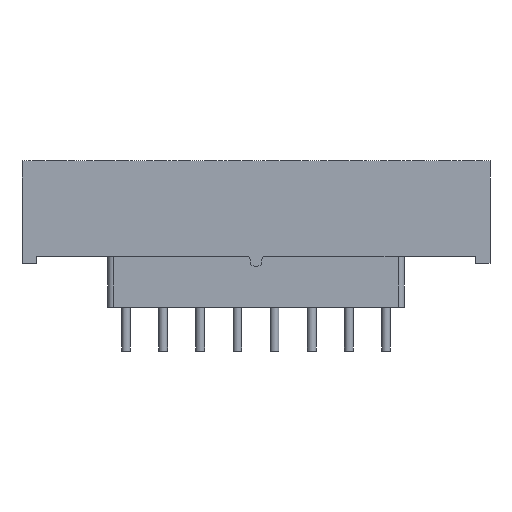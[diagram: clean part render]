
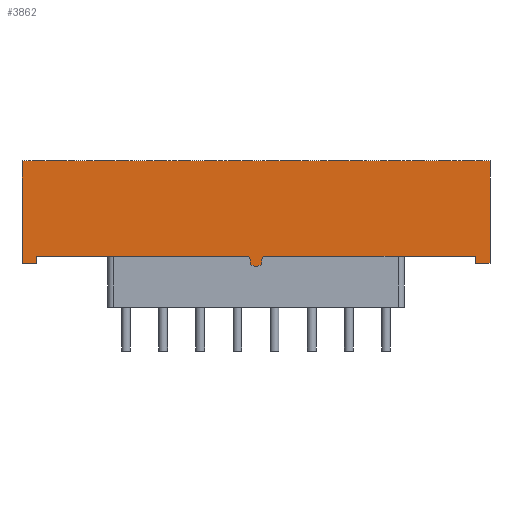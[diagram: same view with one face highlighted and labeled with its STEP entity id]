
A CAD part, front view. The second image highlights one B-rep face of the part: STEP entity #3862.
In plain terms, the highlighted planar face has unit normal (0, -1, 0).
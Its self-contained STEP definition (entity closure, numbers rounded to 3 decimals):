
#202=PLANE('',#4189);
#340=FACE_OUTER_BOUND('',#631,.T.);
#631=EDGE_LOOP('',(#2707,#2708,#2709,#2710,#2711,#2712,#2713,#2714,#2715,
#2716,#2717,#2718,#2719,#2720));
#972=LINE('',#6362,#1156);
#983=LINE('',#6388,#1167);
#985=LINE('',#6393,#1169);
#987=LINE('',#6397,#1171);
#1001=LINE('',#6424,#1185);
#1004=LINE('',#6430,#1188);
#1018=LINE('',#6458,#1202);
#1019=LINE('',#6460,#1203);
#1020=LINE('',#6462,#1204);
#1021=LINE('',#6464,#1205);
#1022=LINE('',#6465,#1206);
#1156=VECTOR('',#4846,10.);
#1167=VECTOR('',#4865,10.);
#1169=VECTOR('',#4869,10.);
#1171=VECTOR('',#4873,10.);
#1185=VECTOR('',#4895,10.);
#1188=VECTOR('',#4900,10.);
#1202=VECTOR('',#4926,10.);
#1203=VECTOR('',#4927,10.);
#1204=VECTOR('',#4928,10.);
#1205=VECTOR('',#4929,10.);
#1206=VECTOR('',#4930,10.);
#1338=CIRCLE('',#4170,0.25);
#1341=CIRCLE('',#4175,0.25);
#1342=CIRCLE('',#4190,0.5);
#1712=VERTEX_POINT('',#6352);
#1713=VERTEX_POINT('',#6353);
#1716=VERTEX_POINT('',#6361);
#1724=VERTEX_POINT('',#6378);
#1725=VERTEX_POINT('',#6380);
#1727=VERTEX_POINT('',#6386);
#1728=VERTEX_POINT('',#6390);
#1730=VERTEX_POINT('',#6396);
#1739=VERTEX_POINT('',#6422);
#1741=VERTEX_POINT('',#6427);
#1749=VERTEX_POINT('',#6457);
#1750=VERTEX_POINT('',#6459);
#1751=VERTEX_POINT('',#6461);
#1752=VERTEX_POINT('',#6463);
#2081=EDGE_CURVE('',#1712,#1713,#1338,.T.);
#2085=EDGE_CURVE('',#1716,#1713,#972,.T.);
#2094=EDGE_CURVE('',#1724,#1725,#1341,.T.);
#2098=EDGE_CURVE('',#1724,#1727,#983,.T.);
#2100=EDGE_CURVE('',#1727,#1728,#985,.T.);
#2102=EDGE_CURVE('',#1730,#1725,#987,.T.);
#2116=EDGE_CURVE('',#1712,#1739,#1001,.T.);
#2119=EDGE_CURVE('',#1741,#1716,#1004,.T.);
#2133=EDGE_CURVE('',#1749,#1728,#1018,.T.);
#2134=EDGE_CURVE('',#1749,#1750,#1019,.T.);
#2135=EDGE_CURVE('',#1751,#1750,#1020,.T.);
#2136=EDGE_CURVE('',#1752,#1751,#1021,.T.);
#2137=EDGE_CURVE('',#1741,#1752,#1022,.T.);
#2138=EDGE_CURVE('',#1739,#1730,#1342,.T.);
#2707=ORIENTED_EDGE('',*,*,#2102,.T.);
#2708=ORIENTED_EDGE('',*,*,#2094,.F.);
#2709=ORIENTED_EDGE('',*,*,#2098,.T.);
#2710=ORIENTED_EDGE('',*,*,#2100,.T.);
#2711=ORIENTED_EDGE('',*,*,#2133,.F.);
#2712=ORIENTED_EDGE('',*,*,#2134,.T.);
#2713=ORIENTED_EDGE('',*,*,#2135,.F.);
#2714=ORIENTED_EDGE('',*,*,#2136,.F.);
#2715=ORIENTED_EDGE('',*,*,#2137,.F.);
#2716=ORIENTED_EDGE('',*,*,#2119,.T.);
#2717=ORIENTED_EDGE('',*,*,#2085,.T.);
#2718=ORIENTED_EDGE('',*,*,#2081,.F.);
#2719=ORIENTED_EDGE('',*,*,#2116,.T.);
#2720=ORIENTED_EDGE('',*,*,#2138,.T.);
#3862=ADVANCED_FACE('',(#340),#202,.T.);
#4170=AXIS2_PLACEMENT_3D('',#6354,#4838,#4839);
#4175=AXIS2_PLACEMENT_3D('',#6381,#4858,#4859);
#4189=AXIS2_PLACEMENT_3D('',#6456,#4924,#4925);
#4190=AXIS2_PLACEMENT_3D('',#6466,#4931,#4932);
#4838=DIRECTION('center_axis',(0.,-1.,0.));
#4839=DIRECTION('ref_axis',(0.707,0.,0.707));
#4846=DIRECTION('',(1.,0.,0.));
#4858=DIRECTION('center_axis',(0.,-1.,0.));
#4859=DIRECTION('ref_axis',(-0.707,0.,0.707));
#4865=DIRECTION('',(1.,0.,0.));
#4869=DIRECTION('',(0.,0.,-1.));
#4873=DIRECTION('',(0.,0.,1.));
#4895=DIRECTION('',(0.,0.,-1.));
#4900=DIRECTION('',(0.,0.,1.));
#4924=DIRECTION('center_axis',(0.,-1.,0.));
#4925=DIRECTION('ref_axis',(1.,0.,0.));
#4926=DIRECTION('',(-1.,0.,0.));
#4927=DIRECTION('',(0.,0.,1.));
#4928=DIRECTION('',(1.,0.,0.));
#4929=DIRECTION('',(0.,0.,1.));
#4930=DIRECTION('',(-1.,0.,0.));
#4931=DIRECTION('center_axis',(0.,-1.,0.));
#4932=DIRECTION('ref_axis',(1.,0.,0.));
#6352=CARTESIAN_POINT('',(-0.4,-16.,3.25));
#6353=CARTESIAN_POINT('',(-0.65,-16.,3.5));
#6354=CARTESIAN_POINT('Origin',(-0.65,-16.,3.25));
#6361=CARTESIAN_POINT('',(-15.014,-16.,3.5));
#6362=CARTESIAN_POINT('',(-12.1,-16.,3.5));
#6378=CARTESIAN_POINT('',(0.65,-16.,3.5));
#6380=CARTESIAN_POINT('',(0.4,-16.,3.25));
#6381=CARTESIAN_POINT('Origin',(0.65,-16.,3.25));
#6386=CARTESIAN_POINT('',(15.,-16.,3.5));
#6388=CARTESIAN_POINT('',(-4.15,-16.,3.5));
#6390=CARTESIAN_POINT('',(15.,-16.,3.));
#6393=CARTESIAN_POINT('',(15.,-16.,3.));
#6396=CARTESIAN_POINT('',(0.4,-16.,3.));
#6397=CARTESIAN_POINT('',(0.4,-16.,3.));
#6422=CARTESIAN_POINT('',(-0.4,-16.,3.));
#6424=CARTESIAN_POINT('',(-0.4,-16.,3.));
#6427=CARTESIAN_POINT('',(-15.014,-16.,3.));
#6430=CARTESIAN_POINT('',(-15.014,-16.,3.));
#6456=CARTESIAN_POINT('Origin',(-16.,-16.,3.));
#6457=CARTESIAN_POINT('',(16.,-16.,3.));
#6458=CARTESIAN_POINT('',(16.,-16.,3.));
#6459=CARTESIAN_POINT('',(16.,-16.,10.));
#6460=CARTESIAN_POINT('',(16.,-16.,3.));
#6461=CARTESIAN_POINT('',(-16.,-16.,10.));
#6462=CARTESIAN_POINT('',(16.,-16.,10.));
#6463=CARTESIAN_POINT('',(-16.,-16.,3.));
#6464=CARTESIAN_POINT('',(-16.,-16.,3.));
#6465=CARTESIAN_POINT('',(16.,-16.,3.));
#6466=CARTESIAN_POINT('Origin',(0.,-16.,3.3));
